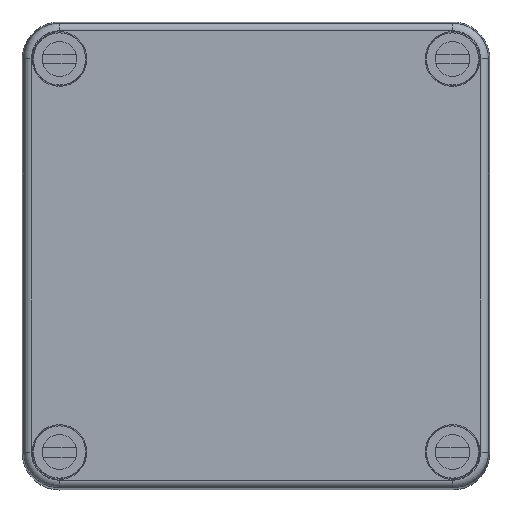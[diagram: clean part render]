
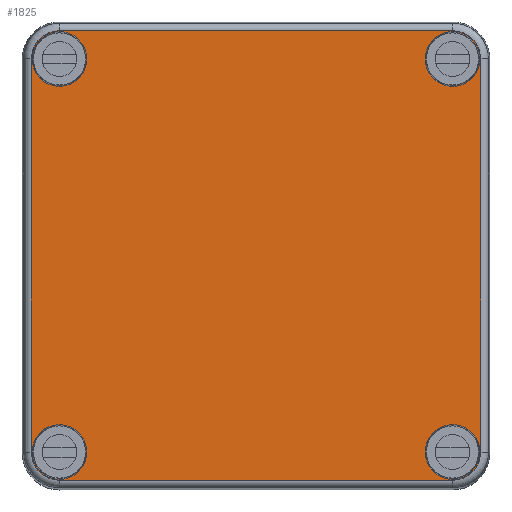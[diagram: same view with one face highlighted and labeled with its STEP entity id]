
A CAD part, top view. The second image highlights one B-rep face of the part: STEP entity #1825.
In plain terms, the highlighted planar face has unit normal (0, 0, 1).
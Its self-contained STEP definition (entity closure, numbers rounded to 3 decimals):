
#1825 = ADVANCED_FACE( '', ( #3865, #3866, #3867, #3868, #3869 ), #3870, .F. );
#3865 = FACE_BOUND( '', #5990, .T. );
#3866 = FACE_BOUND( '', #5991, .T. );
#3867 = FACE_BOUND( '', #5992, .T. );
#3868 = FACE_BOUND( '', #5993, .T. );
#3869 = FACE_OUTER_BOUND( '', #5994, .T. );
#3870 = PLANE( '', #5995 );
#5990 = EDGE_LOOP( '', ( #10947 ) );
#5991 = EDGE_LOOP( '', ( #10948 ) );
#5992 = EDGE_LOOP( '', ( #10949 ) );
#5993 = EDGE_LOOP( '', ( #10950 ) );
#5994 = EDGE_LOOP( '', ( #10951, #10952, #10953, #10954, #10955, #10956, #10957, #10958 ) );
#5995 = AXIS2_PLACEMENT_3D( '', #10959, #10960, #10961 );
#10947 = ORIENTED_EDGE( '', *, *, #13778, .T. );
#10948 = ORIENTED_EDGE( '', *, *, #13206, .T. );
#10949 = ORIENTED_EDGE( '', *, *, #11933, .T. );
#10950 = ORIENTED_EDGE( '', *, *, #13724, .T. );
#10951 = ORIENTED_EDGE( '', *, *, #12562, .T. );
#10952 = ORIENTED_EDGE( '', *, *, #13779, .F. );
#10953 = ORIENTED_EDGE( '', *, *, #11831, .F. );
#10954 = ORIENTED_EDGE( '', *, *, #13719, .T. );
#10955 = ORIENTED_EDGE( '', *, *, #13780, .F. );
#10956 = ORIENTED_EDGE( '', *, *, #13178, .T. );
#10957 = ORIENTED_EDGE( '', *, *, #12949, .T. );
#10958 = ORIENTED_EDGE( '', *, *, #12111, .F. );
#10959 = CARTESIAN_POINT( '', ( -45.173, 39.5, 39. ) );
#10960 = DIRECTION( '', ( 0., 0., -1. ) );
#10961 = DIRECTION( '', ( -1., 0., 0. ) );
#11831 = EDGE_CURVE( '', #13960, #13962, #13963, .T. );
#11933 = EDGE_CURVE( '', #14144, #14144, #14145, .T. );
#12111 = EDGE_CURVE( '', #14454, #14449, #14456, .T. );
#12562 = EDGE_CURVE( '', #14454, #15204, #15205, .T. );
#12949 = EDGE_CURVE( '', #15799, #14449, #15800, .T. );
#13178 = EDGE_CURVE( '', #16128, #15799, #16129, .T. );
#13206 = EDGE_CURVE( '', #16165, #16165, #16166, .T. );
#13719 = EDGE_CURVE( '', #13960, #16827, #16829, .T. );
#13724 = EDGE_CURVE( '', #16834, #16834, #16835, .T. );
#13778 = EDGE_CURVE( '', #16896, #16896, #16897, .T. );
#13779 = EDGE_CURVE( '', #13962, #15204, #16898, .T. );
#13780 = EDGE_CURVE( '', #16128, #16827, #16899, .T. );
#13960 = VERTEX_POINT( '', #17095 );
#13962 = VERTEX_POINT( '', #17097 );
#13963 = CIRCLE( '', #17098, 5.673 );
#14144 = VERTEX_POINT( '', #17324 );
#14145 = CIRCLE( '', #17325, 5.5 );
#14449 = VERTEX_POINT( '', #17754 );
#14454 = VERTEX_POINT( '', #17760 );
#14456 = LINE( '', #17762, #17763 );
#15204 = VERTEX_POINT( '', #18728 );
#15205 = CIRCLE( '', #18729, 5.673 );
#15799 = VERTEX_POINT( '', #19537 );
#15800 = CIRCLE( '', #19538, 5.673 );
#16128 = VERTEX_POINT( '', #20008 );
#16129 = LINE( '', #20009, #20010 );
#16165 = VERTEX_POINT( '', #20055 );
#16166 = CIRCLE( '', #20056, 5.5 );
#16827 = VERTEX_POINT( '', #20935 );
#16829 = LINE( '', #20937, #20938 );
#16834 = VERTEX_POINT( '', #20944 );
#16835 = CIRCLE( '', #20945, 5.5 );
#16896 = VERTEX_POINT( '', #21024 );
#16897 = CIRCLE( '', #21025, 5.5 );
#16898 = LINE( '', #21026, #21027 );
#16899 = CIRCLE( '', #21028, 5.673 );
#17095 = CARTESIAN_POINT( '', ( 39.5, 45.173, 39. ) );
#17097 = CARTESIAN_POINT( '', ( 45.173, 39.5, 39. ) );
#17098 = AXIS2_PLACEMENT_3D( '', #21234, #21235, #21236 );
#17324 = CARTESIAN_POINT( '', ( 34., -39.5, 39. ) );
#17325 = AXIS2_PLACEMENT_3D( '', #21387, #21388, #21389 );
#17754 = CARTESIAN_POINT( '', ( -39.5, -45.173, 39. ) );
#17760 = CARTESIAN_POINT( '', ( 39.5, -45.173, 39. ) );
#17762 = CARTESIAN_POINT( '', ( 39.5, -45.173, 39. ) );
#17763 = VECTOR( '', #21627, 1000. );
#18728 = CARTESIAN_POINT( '', ( 45.173, -39.5, 39. ) );
#18729 = AXIS2_PLACEMENT_3D( '', #22259, #22260, #22261 );
#19537 = CARTESIAN_POINT( '', ( -45.173, -39.5, 39. ) );
#19538 = AXIS2_PLACEMENT_3D( '', #22787, #22788, #22789 );
#20008 = CARTESIAN_POINT( '', ( -45.173, 39.5, 39. ) );
#20009 = CARTESIAN_POINT( '', ( -45.173, 39.5, 39. ) );
#20010 = VECTOR( '', #23067, 1000. );
#20055 = CARTESIAN_POINT( '', ( -45., 39.5, 39. ) );
#20056 = AXIS2_PLACEMENT_3D( '', #23104, #23105, #23106 );
#20935 = CARTESIAN_POINT( '', ( -39.5, 45.173, 39. ) );
#20937 = CARTESIAN_POINT( '', ( 39.5, 45.173, 39. ) );
#20938 = VECTOR( '', #23691, 1000. );
#20944 = CARTESIAN_POINT( '', ( 34., 39.5, 39. ) );
#20945 = AXIS2_PLACEMENT_3D( '', #23696, #23697, #23698 );
#21024 = CARTESIAN_POINT( '', ( -45., -39.5, 39. ) );
#21025 = AXIS2_PLACEMENT_3D( '', #23744, #23745, #23746 );
#21026 = CARTESIAN_POINT( '', ( 45.173, 39.5, 39. ) );
#21027 = VECTOR( '', #23747, 1000. );
#21028 = AXIS2_PLACEMENT_3D( '', #23748, #23749, #23750 );
#21234 = CARTESIAN_POINT( '', ( 39.5, 39.5, 39. ) );
#21235 = DIRECTION( '', ( 0., 0., -1. ) );
#21236 = DIRECTION( '', ( -1., 0., 0. ) );
#21387 = CARTESIAN_POINT( '', ( 39.5, -39.5, 39. ) );
#21388 = DIRECTION( '', ( 0., 0., -1. ) );
#21389 = DIRECTION( '', ( -1., 0., 0. ) );
#21627 = DIRECTION( '', ( -1., 0., 0. ) );
#22259 = CARTESIAN_POINT( '', ( 39.5, -39.5, 39. ) );
#22260 = DIRECTION( '', ( 0., 0., 1. ) );
#22261 = DIRECTION( '', ( 1., 0., 0. ) );
#22787 = CARTESIAN_POINT( '', ( -39.5, -39.5, 39. ) );
#22788 = DIRECTION( '', ( 0., 0., 1. ) );
#22789 = DIRECTION( '', ( 1., 0., 0. ) );
#23067 = DIRECTION( '', ( 0., -1., 0. ) );
#23104 = CARTESIAN_POINT( '', ( -39.5, 39.5, 39. ) );
#23105 = DIRECTION( '', ( 0., 0., -1. ) );
#23106 = DIRECTION( '', ( -1., 0., 0. ) );
#23691 = DIRECTION( '', ( -1., 0., 0. ) );
#23696 = CARTESIAN_POINT( '', ( 39.5, 39.5, 39. ) );
#23697 = DIRECTION( '', ( 0., 0., -1. ) );
#23698 = DIRECTION( '', ( -1., 0., 0. ) );
#23744 = CARTESIAN_POINT( '', ( -39.5, -39.5, 39. ) );
#23745 = DIRECTION( '', ( 0., 0., -1. ) );
#23746 = DIRECTION( '', ( -1., 0., 0. ) );
#23747 = DIRECTION( '', ( 0., -1., 0. ) );
#23748 = CARTESIAN_POINT( '', ( -39.5, 39.5, 39. ) );
#23749 = DIRECTION( '', ( 0., 0., -1. ) );
#23750 = DIRECTION( '', ( -1., 0., 0. ) );
